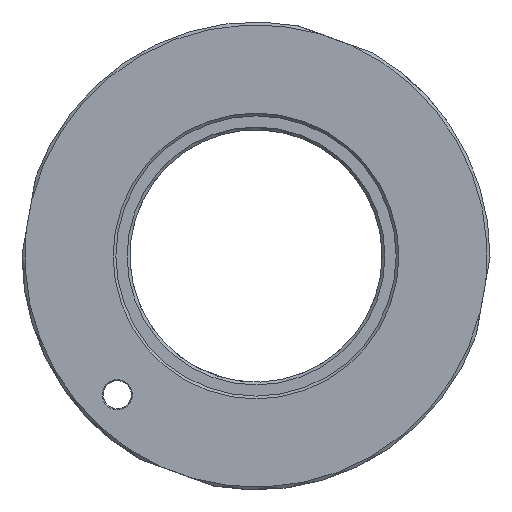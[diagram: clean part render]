
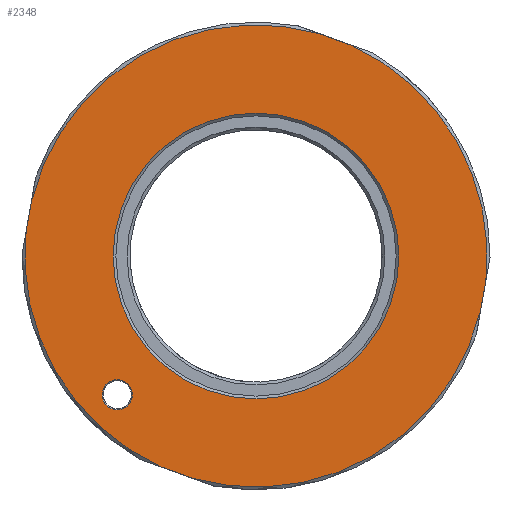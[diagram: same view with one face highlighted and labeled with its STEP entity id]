
A CAD part, front view. The second image highlights one B-rep face of the part: STEP entity #2348.
In plain terms, the highlighted planar face has unit normal (0, -1, 0).
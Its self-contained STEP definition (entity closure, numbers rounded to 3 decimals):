
#131=LINE('',#3480,#268);
#132=LINE('',#3484,#269);
#133=LINE('',#3488,#270);
#134=LINE('',#3492,#271);
#268=VECTOR('',#2805,10.);
#269=VECTOR('',#2808,10.);
#270=VECTOR('',#2811,10.);
#271=VECTOR('',#2814,10.);
#404=PLANE('',#2520);
#526=FACE_BOUND('',#767,.T.);
#527=FACE_BOUND('',#768,.T.);
#604=FACE_OUTER_BOUND('',#766,.T.);
#766=EDGE_LOOP('',(#1675,#1676,#1677,#1678,#1679,#1680,#1681,#1682));
#767=EDGE_LOOP('',(#1683));
#768=EDGE_LOOP('',(#1684));
#999=CIRCLE('',#2519,2.7);
#1000=CIRCLE('',#2521,41.25);
#1001=CIRCLE('',#2522,41.25);
#1002=CIRCLE('',#2523,41.25);
#1003=CIRCLE('',#2524,41.25);
#1004=CIRCLE('',#2525,25.5);
#1105=VERTEX_POINT('',#3475);
#1106=VERTEX_POINT('',#3478);
#1107=VERTEX_POINT('',#3479);
#1108=VERTEX_POINT('',#3481);
#1109=VERTEX_POINT('',#3483);
#1110=VERTEX_POINT('',#3485);
#1111=VERTEX_POINT('',#3487);
#1112=VERTEX_POINT('',#3489);
#1113=VERTEX_POINT('',#3491);
#1114=VERTEX_POINT('',#3494);
#1343=EDGE_CURVE('',#1105,#1105,#999,.T.);
#1344=EDGE_CURVE('',#1106,#1107,#131,.T.);
#1345=EDGE_CURVE('',#1108,#1107,#1000,.T.);
#1346=EDGE_CURVE('',#1108,#1109,#132,.T.);
#1347=EDGE_CURVE('',#1110,#1109,#1001,.T.);
#1348=EDGE_CURVE('',#1110,#1111,#133,.T.);
#1349=EDGE_CURVE('',#1112,#1111,#1002,.T.);
#1350=EDGE_CURVE('',#1112,#1113,#134,.T.);
#1351=EDGE_CURVE('',#1106,#1113,#1003,.T.);
#1352=EDGE_CURVE('',#1114,#1114,#1004,.T.);
#1675=ORIENTED_EDGE('',*,*,#1344,.T.);
#1676=ORIENTED_EDGE('',*,*,#1345,.F.);
#1677=ORIENTED_EDGE('',*,*,#1346,.T.);
#1678=ORIENTED_EDGE('',*,*,#1347,.F.);
#1679=ORIENTED_EDGE('',*,*,#1348,.T.);
#1680=ORIENTED_EDGE('',*,*,#1349,.F.);
#1681=ORIENTED_EDGE('',*,*,#1350,.T.);
#1682=ORIENTED_EDGE('',*,*,#1351,.F.);
#1683=ORIENTED_EDGE('',*,*,#1352,.F.);
#1684=ORIENTED_EDGE('',*,*,#1343,.F.);
#2348=ADVANCED_FACE('',(#604,#526,#527),#404,.T.);
#2519=AXIS2_PLACEMENT_3D('',#3476,#2801,#2802);
#2520=AXIS2_PLACEMENT_3D('',#3477,#2803,#2804);
#2521=AXIS2_PLACEMENT_3D('',#3482,#2806,#2807);
#2522=AXIS2_PLACEMENT_3D('',#3486,#2809,#2810);
#2523=AXIS2_PLACEMENT_3D('',#3490,#2812,#2813);
#2524=AXIS2_PLACEMENT_3D('',#3493,#2815,#2816);
#2525=AXIS2_PLACEMENT_3D('',#3495,#2817,#2818);
#2801=DIRECTION('center_axis',(0.,-1.,0.));
#2802=DIRECTION('ref_axis',(-1.,0.,0.));
#2803=DIRECTION('center_axis',(0.,-1.,0.));
#2804=DIRECTION('ref_axis',(0.,0.,-1.));
#2805=DIRECTION('',(0.94,0.,-0.342));
#2806=DIRECTION('center_axis',(0.,1.,0.));
#2807=DIRECTION('ref_axis',(1.,0.,0.));
#2808=DIRECTION('',(0.174,0.,0.985));
#2809=DIRECTION('center_axis',(0.,1.,0.));
#2810=DIRECTION('ref_axis',(1.,0.,0.));
#2811=DIRECTION('',(-0.94,0.,0.342));
#2812=DIRECTION('center_axis',(0.,1.,0.));
#2813=DIRECTION('ref_axis',(1.,0.,0.));
#2814=DIRECTION('',(-0.174,0.,-0.985));
#2815=DIRECTION('center_axis',(0.,1.,0.));
#2816=DIRECTION('ref_axis',(1.,0.,0.));
#2817=DIRECTION('center_axis',(0.,-1.,0.));
#2818=DIRECTION('ref_axis',(-1.,0.,0.));
#3475=CARTESIAN_POINT('',(-22.049,-17.,-24.749));
#3476=CARTESIAN_POINT('Origin',(-24.749,-17.,-24.749));
#3477=CARTESIAN_POINT('Origin',(-32.125,-17.,0.));
#3478=CARTESIAN_POINT('',(-16.772,-17.,-37.687));
#3479=CARTESIAN_POINT('',(-11.377,-17.,-39.65));
#3480=CARTESIAN_POINT('',(-28.258,-17.,-33.506));
#3481=CARTESIAN_POINT('',(40.026,-17.,-9.973));
#3482=CARTESIAN_POINT('Origin',(0.,-17.,0.));
#3483=CARTESIAN_POINT('',(41.023,-17.,-4.319));
#3484=CARTESIAN_POINT('',(40.04,-17.,-9.892));
#3485=CARTESIAN_POINT('',(16.772,-17.,37.687));
#3486=CARTESIAN_POINT('Origin',(0.,-17.,0.));
#3487=CARTESIAN_POINT('',(11.377,-17.,39.65));
#3488=CARTESIAN_POINT('',(-0.109,-17.,43.831));
#3489=CARTESIAN_POINT('',(-40.026,-17.,9.973));
#3490=CARTESIAN_POINT('Origin',(0.,-17.,0.));
#3491=CARTESIAN_POINT('',(-41.023,-17.,4.319));
#3492=CARTESIAN_POINT('',(-41.009,-17.,4.399));
#3493=CARTESIAN_POINT('Origin',(0.,-17.,0.));
#3494=CARTESIAN_POINT('',(25.5,-17.,0.));
#3495=CARTESIAN_POINT('Origin',(0.,-17.,0.));
